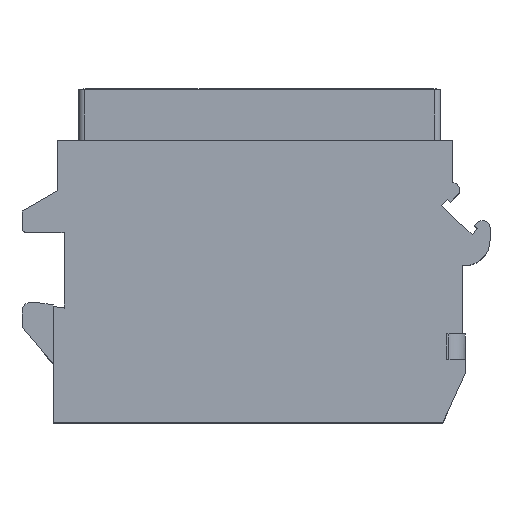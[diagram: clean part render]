
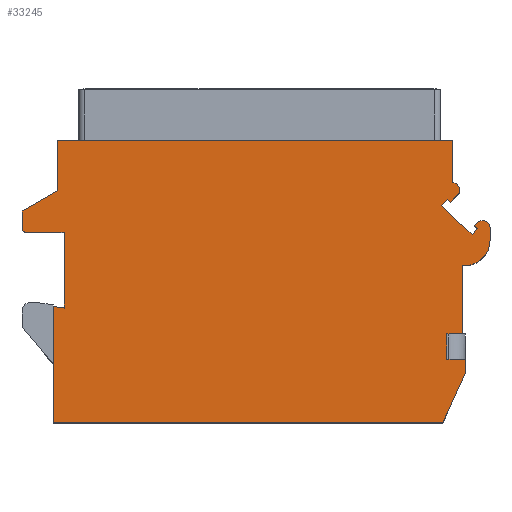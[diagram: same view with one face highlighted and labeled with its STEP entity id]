
A CAD part, top view. The second image highlights one B-rep face of the part: STEP entity #33245.
In plain terms, the highlighted planar face has unit normal (0, 0, 1).
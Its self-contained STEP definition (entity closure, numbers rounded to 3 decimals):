
#382=DIRECTION('',(-1.,0.,0.));
#383=VECTOR('',#382,1.1);
#384=CARTESIAN_POINT('',(14.372,6.3,7.));
#385=LINE('',#384,#383);
#386=DIRECTION('',(0.,-1.,0.));
#387=VECTOR('',#386,1.8);
#388=CARTESIAN_POINT('',(13.272,6.3,7.));
#389=LINE('',#388,#387);
#390=DIRECTION('',(1.,0.,0.));
#391=VECTOR('',#390,1.3);
#392=CARTESIAN_POINT('',(13.272,4.5,7.));
#393=LINE('',#392,#391);
#394=DIRECTION('',(0.,1.,0.));
#395=VECTOR('',#394,1.);
#396=CARTESIAN_POINT('',(14.572,3.5,7.));
#397=LINE('',#396,#395);
#398=DIRECTION('',(0.416,0.909,0.));
#399=VECTOR('',#398,3.848);
#400=CARTESIAN_POINT('',(12.972,0.,7.));
#401=LINE('',#400,#399);
#402=DIRECTION('',(1.,0.,0.));
#403=VECTOR('',#402,27.6);
#404=CARTESIAN_POINT('',(-14.628,0.,7.));
#405=LINE('',#404,#403);
#406=DIRECTION('',(0.,-1.,0.));
#407=VECTOR('',#406,8.232);
#408=CARTESIAN_POINT('',(-14.628,8.232,7.));
#409=LINE('',#408,#407);
#410=DIRECTION('',(-0.991,0.133,0.));
#411=VECTOR('',#410,0.807);
#412=CARTESIAN_POINT('',(-13.828,8.125,7.));
#413=LINE('',#412,#411);
#414=DIRECTION('',(0.,-1.,0.));
#415=VECTOR('',#414,5.375);
#416=CARTESIAN_POINT('',(-13.828,13.5,7.));
#417=LINE('',#416,#415);
#418=DIRECTION('',(1.,0.,0.));
#419=VECTOR('',#418,0.4);
#420=CARTESIAN_POINT('',(-14.228,13.5,7.));
#421=LINE('',#420,#419);
#422=DIRECTION('',(1.,0.,0.));
#423=VECTOR('',#422,2.3);
#424=CARTESIAN_POINT('',(-16.528,13.5,7.));
#425=LINE('',#424,#423);
#426=CARTESIAN_POINT('',(-16.528,13.8,7.));
#427=DIRECTION('',(0.,0.,1.));
#428=DIRECTION('',(-1.,0.,0.));
#429=AXIS2_PLACEMENT_3D('',#426,#427,#428);
#431=DIRECTION('',(0.,-1.,0.));
#432=VECTOR('',#431,1.2);
#433=CARTESIAN_POINT('',(-16.828,15.,7.));
#434=LINE('',#433,#432);
#435=DIRECTION('',(-0.866,-0.5,0.));
#436=VECTOR('',#435,2.887);
#437=CARTESIAN_POINT('',(-14.328,16.443,7.));
#438=LINE('',#437,#436);
#439=DIRECTION('',(0.,-1.,0.));
#440=VECTOR('',#439,3.557);
#441=CARTESIAN_POINT('',(-14.328,20.,7.));
#442=LINE('',#441,#440);
#443=DIRECTION('',(-1.,0.,0.));
#444=VECTOR('',#443,28.);
#445=CARTESIAN_POINT('',(13.672,20.,7.));
#446=LINE('',#445,#444);
#447=DIRECTION('',(0.,1.,0.));
#448=VECTOR('',#447,3.);
#449=CARTESIAN_POINT('',(13.672,17.,7.));
#450=LINE('',#449,#448);
#451=DIRECTION('',(-1.,0.,0.));
#452=VECTOR('',#451,0.01);
#453=CARTESIAN_POINT('',(13.682,17.,7.));
#454=LINE('',#453,#452);
#455=CARTESIAN_POINT('',(13.682,16.5,7.));
#456=DIRECTION('',(0.,0.,1.));
#457=DIRECTION('',(0.718,-0.696,0.));
#458=AXIS2_PLACEMENT_3D('',#455,#456,#457);
#460=DIRECTION('',(0.696,0.718,0.));
#461=VECTOR('',#460,0.738);
#462=CARTESIAN_POINT('',(13.528,15.622,7.));
#463=LINE('',#462,#461);
#464=DIRECTION('',(0.718,-0.696,0.));
#465=VECTOR('',#464,0.3);
#466=CARTESIAN_POINT('',(13.313,15.831,7.));
#467=LINE('',#466,#465);
#468=DIRECTION('',(0.696,0.718,0.));
#469=VECTOR('',#468,0.6);
#470=CARTESIAN_POINT('',(12.895,15.4,7.));
#471=LINE('',#470,#469);
#472=DIRECTION('',(-0.718,0.696,0.));
#473=VECTOR('',#472,3.);
#474=CARTESIAN_POINT('',(15.05,13.313,7.));
#475=LINE('',#474,#473);
#476=DIRECTION('',(-0.696,-0.718,0.));
#477=VECTOR('',#476,0.6);
#478=CARTESIAN_POINT('',(15.468,13.744,7.));
#479=LINE('',#478,#477);
#480=DIRECTION('',(0.718,-0.696,0.));
#481=VECTOR('',#480,0.3);
#482=CARTESIAN_POINT('',(15.252,13.953,7.));
#483=LINE('',#482,#481);
#484=DIRECTION('',(-0.696,-0.718,0.));
#485=VECTOR('',#484,0.303);
#486=CARTESIAN_POINT('',(15.463,14.17,7.));
#487=LINE('',#486,#485);
#488=CARTESIAN_POINT('',(15.822,13.822,7.));
#489=DIRECTION('',(0.,0.,1.));
#490=DIRECTION('',(1.,0.,0.));
#491=AXIS2_PLACEMENT_3D('',#488,#489,#490);
#493=DIRECTION('',(0.,1.,0.));
#494=VECTOR('',#493,0.893);
#495=CARTESIAN_POINT('',(16.322,12.93,7.));
#496=LINE('',#495,#494);
#497=CARTESIAN_POINT('',(14.522,12.93,7.));
#498=DIRECTION('',(0.,0.,1.));
#499=DIRECTION('',(-0.083,-0.997,0.));
#500=AXIS2_PLACEMENT_3D('',#497,#498,#499);
#502=DIRECTION('',(0.,1.,0.));
#503=VECTOR('',#502,4.836);
#504=CARTESIAN_POINT('',(14.372,6.3,7.));
#505=LINE('',#504,#503);
#27834=CARTESIAN_POINT('',(-14.328,20.,7.));
#27835=CARTESIAN_POINT('',(-14.328,16.443,7.));
#27836=VERTEX_POINT('',#27834);
#27837=VERTEX_POINT('',#27835);
#27838=CARTESIAN_POINT('',(-16.828,15.,7.));
#27839=VERTEX_POINT('',#27838);
#27840=CARTESIAN_POINT('',(-16.828,13.8,7.));
#27841=VERTEX_POINT('',#27840);
#27842=CARTESIAN_POINT('',(-16.528,13.5,7.));
#27843=VERTEX_POINT('',#27842);
#27844=CARTESIAN_POINT('',(-14.228,13.5,7.));
#27845=VERTEX_POINT('',#27844);
#27846=CARTESIAN_POINT('',(-13.828,8.125,7.));
#27847=CARTESIAN_POINT('',(-14.628,8.232,7.));
#27848=VERTEX_POINT('',#27846);
#27849=VERTEX_POINT('',#27847);
#27850=CARTESIAN_POINT('',(-14.628,0.,7.));
#27851=VERTEX_POINT('',#27850);
#27852=CARTESIAN_POINT('',(12.972,0.,7.));
#27853=VERTEX_POINT('',#27852);
#27854=CARTESIAN_POINT('',(14.572,3.5,7.));
#27855=VERTEX_POINT('',#27854);
#27856=CARTESIAN_POINT('',(14.372,11.136,7.));
#27857=CARTESIAN_POINT('',(16.322,12.93,7.));
#27858=VERTEX_POINT('',#27856);
#27859=VERTEX_POINT('',#27857);
#27860=CARTESIAN_POINT('',(16.322,13.822,7.));
#27861=VERTEX_POINT('',#27860);
#27862=CARTESIAN_POINT('',(15.463,14.17,7.));
#27863=VERTEX_POINT('',#27862);
#27864=CARTESIAN_POINT('',(15.252,13.953,7.));
#27865=VERTEX_POINT('',#27864);
#27866=CARTESIAN_POINT('',(15.468,13.744,7.));
#27867=VERTEX_POINT('',#27866);
#27868=CARTESIAN_POINT('',(15.05,13.313,7.));
#27869=VERTEX_POINT('',#27868);
#27870=CARTESIAN_POINT('',(12.895,15.4,7.));
#27871=VERTEX_POINT('',#27870);
#27872=CARTESIAN_POINT('',(13.313,15.831,7.));
#27873=VERTEX_POINT('',#27872);
#27874=CARTESIAN_POINT('',(13.528,15.622,7.));
#27875=VERTEX_POINT('',#27874);
#27876=CARTESIAN_POINT('',(14.042,16.152,7.));
#27877=VERTEX_POINT('',#27876);
#27878=CARTESIAN_POINT('',(13.682,17.,7.));
#27879=VERTEX_POINT('',#27878);
#27880=CARTESIAN_POINT('',(13.672,17.,7.));
#27881=VERTEX_POINT('',#27880);
#27882=CARTESIAN_POINT('',(13.672,20.,7.));
#27883=VERTEX_POINT('',#27882);
#27920=CARTESIAN_POINT('',(14.372,6.3,7.));
#27921=CARTESIAN_POINT('',(13.272,6.3,7.));
#27922=VERTEX_POINT('',#27920);
#27923=VERTEX_POINT('',#27921);
#27924=CARTESIAN_POINT('',(13.272,4.5,7.));
#27925=VERTEX_POINT('',#27924);
#27926=CARTESIAN_POINT('',(14.572,4.5,7.));
#27927=VERTEX_POINT('',#27926);
#28010=CARTESIAN_POINT('',(-13.828,13.5,7.));
#28011=VERTEX_POINT('',#28010);
#33206=CARTESIAN_POINT('',(0.,0.,7.));
#33207=DIRECTION('',(0.,0.,1.));
#33208=DIRECTION('',(1.,0.,0.));
#33209=AXIS2_PLACEMENT_3D('',#33206,#33207,#33208);
#33210=PLANE('',#33209);
#33212=ORIENTED_EDGE('',*,*,#33211,.T.);
#33214=ORIENTED_EDGE('',*,*,#33213,.T.);
#33215=ORIENTED_EDGE('',*,*,#33197,.T.);
#33216=ORIENTED_EDGE('',*,*,#32723,.F.);
#33217=ORIENTED_EDGE('',*,*,#32738,.F.);
#33218=ORIENTED_EDGE('',*,*,#32752,.F.);
#33219=ORIENTED_EDGE('',*,*,#32771,.F.);
#33220=ORIENTED_EDGE('',*,*,#32825,.F.);
#33221=ORIENTED_EDGE('',*,*,#32840,.F.);
#33222=ORIENTED_EDGE('',*,*,#32854,.F.);
#33223=ORIENTED_EDGE('',*,*,#32868,.F.);
#33224=ORIENTED_EDGE('',*,*,#32882,.F.);
#33225=ORIENTED_EDGE('',*,*,#32896,.F.);
#33226=ORIENTED_EDGE('',*,*,#32910,.F.);
#33227=ORIENTED_EDGE('',*,*,#32924,.F.);
#33228=ORIENTED_EDGE('',*,*,#32938,.F.);
#33229=ORIENTED_EDGE('',*,*,#32970,.F.);
#33230=ORIENTED_EDGE('',*,*,#32984,.F.);
#33231=ORIENTED_EDGE('',*,*,#32998,.F.);
#33232=ORIENTED_EDGE('',*,*,#33012,.F.);
#33233=ORIENTED_EDGE('',*,*,#33026,.F.);
#33234=ORIENTED_EDGE('',*,*,#33040,.F.);
#33235=ORIENTED_EDGE('',*,*,#33054,.F.);
#33236=ORIENTED_EDGE('',*,*,#33068,.F.);
#33237=ORIENTED_EDGE('',*,*,#33082,.F.);
#33238=ORIENTED_EDGE('',*,*,#33096,.F.);
#33239=ORIENTED_EDGE('',*,*,#33110,.F.);
#33240=ORIENTED_EDGE('',*,*,#33124,.F.);
#33241=ORIENTED_EDGE('',*,*,#33138,.F.);
#33242=ORIENTED_EDGE('',*,*,#33153,.F.);
#33243=EDGE_LOOP('',(#33212,#33214,#33215,#33216,#33217,#33218,#33219,#33220,
#33221,#33222,#33223,#33224,#33225,#33226,#33227,#33228,#33229,#33230,#33231,
#33232,#33233,#33234,#33235,#33236,#33237,#33238,#33239,#33240,#33241,#33242));
#33244=FACE_OUTER_BOUND('',#33243,.F.);
#33245=ADVANCED_FACE('',(#33244),#33210,.T.);
#430=CIRCLE('',#429,0.3);
#459=CIRCLE('',#458,0.5);
#492=CIRCLE('',#491,0.5);
#501=CIRCLE('',#500,1.8);
#32723=EDGE_CURVE('',#27855,#27927,#397,.T.);
#32738=EDGE_CURVE('',#27853,#27855,#401,.T.);
#32752=EDGE_CURVE('',#27851,#27853,#405,.T.);
#32771=EDGE_CURVE('',#27849,#27851,#409,.T.);
#32825=EDGE_CURVE('',#27848,#27849,#413,.T.);
#32840=EDGE_CURVE('',#28011,#27848,#417,.T.);
#32854=EDGE_CURVE('',#27845,#28011,#421,.T.);
#32868=EDGE_CURVE('',#27843,#27845,#425,.T.);
#32882=EDGE_CURVE('',#27841,#27843,#430,.T.);
#32896=EDGE_CURVE('',#27839,#27841,#434,.T.);
#32910=EDGE_CURVE('',#27837,#27839,#438,.T.);
#32924=EDGE_CURVE('',#27836,#27837,#442,.T.);
#32938=EDGE_CURVE('',#27883,#27836,#446,.T.);
#32970=EDGE_CURVE('',#27881,#27883,#450,.T.);
#32984=EDGE_CURVE('',#27879,#27881,#454,.T.);
#32998=EDGE_CURVE('',#27877,#27879,#459,.T.);
#33012=EDGE_CURVE('',#27875,#27877,#463,.T.);
#33026=EDGE_CURVE('',#27873,#27875,#467,.T.);
#33040=EDGE_CURVE('',#27871,#27873,#471,.T.);
#33054=EDGE_CURVE('',#27869,#27871,#475,.T.);
#33068=EDGE_CURVE('',#27867,#27869,#479,.T.);
#33082=EDGE_CURVE('',#27865,#27867,#483,.T.);
#33096=EDGE_CURVE('',#27863,#27865,#487,.T.);
#33110=EDGE_CURVE('',#27861,#27863,#492,.T.);
#33124=EDGE_CURVE('',#27859,#27861,#496,.T.);
#33138=EDGE_CURVE('',#27858,#27859,#501,.T.);
#33153=EDGE_CURVE('',#27922,#27858,#505,.T.);
#33197=EDGE_CURVE('',#27925,#27927,#393,.T.);
#33211=EDGE_CURVE('',#27922,#27923,#385,.T.);
#33213=EDGE_CURVE('',#27923,#27925,#389,.T.);
